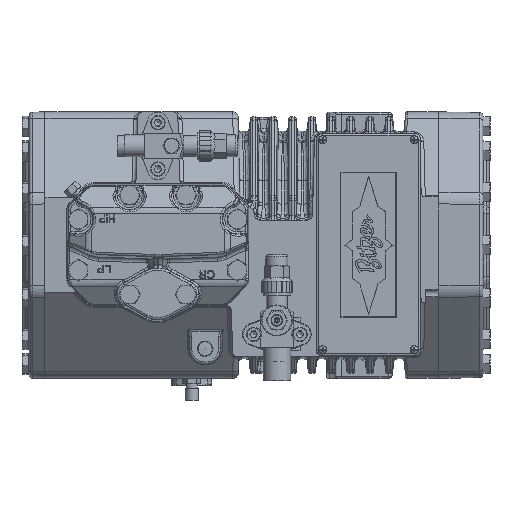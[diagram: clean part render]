
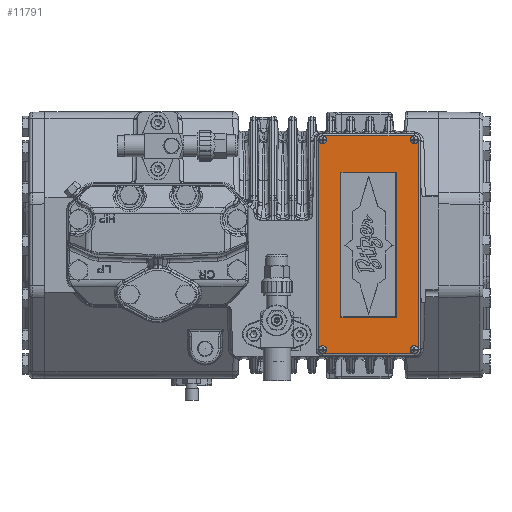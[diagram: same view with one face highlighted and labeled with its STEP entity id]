
A CAD part, top view. The second image highlights one B-rep face of the part: STEP entity #11791.
In plain terms, the highlighted planar face has unit normal (0, 0, 1).
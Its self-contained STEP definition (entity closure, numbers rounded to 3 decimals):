
#6502=ELLIPSE('',#82909,4.001,4.);
#6503=ELLIPSE('',#82911,4.001,4.);
#6504=ELLIPSE('',#82912,4.001,4.);
#6505=ELLIPSE('',#82914,4.001,4.);
#6506=ELLIPSE('',#82915,4.001,4.);
#6507=ELLIPSE('',#82917,4.001,4.);
#6508=ELLIPSE('',#82918,4.001,4.);
#6509=ELLIPSE('',#82920,4.001,4.);
#9280=FACE_BOUND('',#23061,.T.);
#9281=FACE_BOUND('',#23062,.T.);
#11791=ADVANCED_FACE('',(#9280,#9281),#15290,.T.);
#15290=PLANE('',#82921);
#23061=EDGE_LOOP('',(#37948,#37949,#37950,#37951,#37952,#37953,#37954,#37955));
#23062=EDGE_LOOP('',(#37956,#37957,#37958,#37959,#37960,#37961,#37962,#37963,
#37964,#37965,#37966,#37967,#37968,#37969,#37970,#37971));
#27844=CIRCLE('',#82905,0.2);
#27845=CIRCLE('',#82906,0.2);
#27846=CIRCLE('',#82907,0.2);
#27847=CIRCLE('',#82908,0.2);
#27848=CIRCLE('',#82910,3.7);
#27849=CIRCLE('',#82913,3.7);
#27850=CIRCLE('',#82916,3.7);
#27851=CIRCLE('',#82919,3.7);
#37948=ORIENTED_EDGE('',*,*,#63267,.T.);
#37949=ORIENTED_EDGE('',*,*,#63268,.T.);
#37950=ORIENTED_EDGE('',*,*,#63269,.T.);
#37951=ORIENTED_EDGE('',*,*,#63270,.T.);
#37952=ORIENTED_EDGE('',*,*,#63271,.T.);
#37953=ORIENTED_EDGE('',*,*,#63272,.T.);
#37954=ORIENTED_EDGE('',*,*,#63273,.T.);
#37955=ORIENTED_EDGE('',*,*,#63274,.T.);
#37956=ORIENTED_EDGE('',*,*,#63275,.T.);
#37957=ORIENTED_EDGE('',*,*,#63276,.F.);
#37958=ORIENTED_EDGE('',*,*,#63277,.T.);
#37959=ORIENTED_EDGE('',*,*,#63278,.T.);
#37960=ORIENTED_EDGE('',*,*,#63279,.T.);
#37961=ORIENTED_EDGE('',*,*,#63280,.F.);
#37962=ORIENTED_EDGE('',*,*,#63281,.T.);
#37963=ORIENTED_EDGE('',*,*,#63282,.T.);
#37964=ORIENTED_EDGE('',*,*,#63283,.T.);
#37965=ORIENTED_EDGE('',*,*,#63284,.F.);
#37966=ORIENTED_EDGE('',*,*,#63285,.T.);
#37967=ORIENTED_EDGE('',*,*,#63286,.T.);
#37968=ORIENTED_EDGE('',*,*,#63287,.T.);
#37969=ORIENTED_EDGE('',*,*,#63288,.F.);
#37970=ORIENTED_EDGE('',*,*,#63289,.T.);
#37971=ORIENTED_EDGE('',*,*,#63290,.T.);
#54679=VERTEX_POINT('',#129844);
#54680=VERTEX_POINT('',#129845);
#54681=VERTEX_POINT('',#129847);
#54682=VERTEX_POINT('',#129849);
#54683=VERTEX_POINT('',#129851);
#54684=VERTEX_POINT('',#129853);
#54685=VERTEX_POINT('',#129855);
#54686=VERTEX_POINT('',#129857);
#54687=VERTEX_POINT('',#129860);
#54688=VERTEX_POINT('',#129861);
#54689=VERTEX_POINT('',#129863);
#54690=VERTEX_POINT('',#129865);
#54691=VERTEX_POINT('',#129867);
#54692=VERTEX_POINT('',#129869);
#54693=VERTEX_POINT('',#129871);
#54694=VERTEX_POINT('',#129873);
#54695=VERTEX_POINT('',#129875);
#54696=VERTEX_POINT('',#129877);
#54697=VERTEX_POINT('',#129879);
#54698=VERTEX_POINT('',#129881);
#54699=VERTEX_POINT('',#129883);
#54700=VERTEX_POINT('',#129885);
#54701=VERTEX_POINT('',#129887);
#54702=VERTEX_POINT('',#129889);
#63267=EDGE_CURVE('',#54679,#54680,#71720,.T.);
#63268=EDGE_CURVE('',#54680,#54681,#27844,.T.);
#63269=EDGE_CURVE('',#54681,#54682,#71721,.T.);
#63270=EDGE_CURVE('',#54682,#54683,#27845,.T.);
#63271=EDGE_CURVE('',#54683,#54684,#71722,.T.);
#63272=EDGE_CURVE('',#54684,#54685,#27846,.T.);
#63273=EDGE_CURVE('',#54685,#54686,#71723,.T.);
#63274=EDGE_CURVE('',#54686,#54679,#27847,.T.);
#63275=EDGE_CURVE('',#54687,#54688,#6502,.T.);
#63276=EDGE_CURVE('',#54689,#54688,#27848,.T.);
#63277=EDGE_CURVE('',#54689,#54690,#6503,.T.);
#63278=EDGE_CURVE('',#54690,#54691,#71724,.T.);
#63279=EDGE_CURVE('',#54691,#54692,#6504,.T.);
#63280=EDGE_CURVE('',#54693,#54692,#27849,.T.);
#63281=EDGE_CURVE('',#54693,#54694,#6505,.T.);
#63282=EDGE_CURVE('',#54694,#54695,#71725,.T.);
#63283=EDGE_CURVE('',#54695,#54696,#6506,.T.);
#63284=EDGE_CURVE('',#54697,#54696,#27850,.T.);
#63285=EDGE_CURVE('',#54697,#54698,#6507,.T.);
#63286=EDGE_CURVE('',#54698,#54699,#71726,.T.);
#63287=EDGE_CURVE('',#54699,#54700,#6508,.T.);
#63288=EDGE_CURVE('',#54701,#54700,#27851,.T.);
#63289=EDGE_CURVE('',#54701,#54702,#6509,.T.);
#63290=EDGE_CURVE('',#54702,#54687,#71727,.T.);
#71720=LINE('',#129843,#76355);
#71721=LINE('',#129848,#76356);
#71722=LINE('',#129852,#76357);
#71723=LINE('',#129856,#76358);
#71724=LINE('',#129866,#76359);
#71725=LINE('',#129874,#76360);
#71726=LINE('',#129882,#76361);
#71727=LINE('',#129890,#76362);
#76355=VECTOR('',#95579,1.);
#76356=VECTOR('',#95582,1.);
#76357=VECTOR('',#95585,1.);
#76358=VECTOR('',#95588,1.);
#76359=VECTOR('',#95597,1.);
#76360=VECTOR('',#95604,1.);
#76361=VECTOR('',#95611,1.);
#76362=VECTOR('',#95618,1.);
#82905=AXIS2_PLACEMENT_3D('',#129846,#95580,#95581);
#82906=AXIS2_PLACEMENT_3D('',#129850,#95583,#95584);
#82907=AXIS2_PLACEMENT_3D('',#129854,#95586,#95587);
#82908=AXIS2_PLACEMENT_3D('',#129858,#95589,#95590);
#82909=AXIS2_PLACEMENT_3D('',#129859,#95591,#95592);
#82910=AXIS2_PLACEMENT_3D('',#129862,#95593,#95594);
#82911=AXIS2_PLACEMENT_3D('',#129864,#95595,#95596);
#82912=AXIS2_PLACEMENT_3D('',#129868,#95598,#95599);
#82913=AXIS2_PLACEMENT_3D('',#129870,#95600,#95601);
#82914=AXIS2_PLACEMENT_3D('',#129872,#95602,#95603);
#82915=AXIS2_PLACEMENT_3D('',#129876,#95605,#95606);
#82916=AXIS2_PLACEMENT_3D('',#129878,#95607,#95608);
#82917=AXIS2_PLACEMENT_3D('',#129880,#95609,#95610);
#82918=AXIS2_PLACEMENT_3D('',#129884,#95612,#95613);
#82919=AXIS2_PLACEMENT_3D('',#129886,#95614,#95615);
#82920=AXIS2_PLACEMENT_3D('',#129888,#95616,#95617);
#82921=AXIS2_PLACEMENT_3D('',#129891,#95619,#95620);
#95579=DIRECTION('',(-1.,0.,0.));
#95580=DIRECTION('',(0.,0.,-1.));
#95581=DIRECTION('',(0.,1.,0.));
#95582=DIRECTION('',(0.,1.,0.));
#95583=DIRECTION('',(0.,0.,-1.));
#95584=DIRECTION('',(0.,1.,0.));
#95585=DIRECTION('',(1.,0.,0.));
#95586=DIRECTION('',(0.,0.,-1.));
#95587=DIRECTION('',(0.,1.,0.));
#95588=DIRECTION('',(0.,-1.,0.));
#95589=DIRECTION('',(0.,0.,-1.));
#95590=DIRECTION('',(0.,1.,0.));
#95591=DIRECTION('',(0.,0.,1.));
#95592=DIRECTION('',(0.707,-0.707,0.));
#95593=DIRECTION('',(0.,0.,1.));
#95594=DIRECTION('',(0.,1.,0.));
#95595=DIRECTION('',(0.,0.,1.));
#95596=DIRECTION('',(0.707,-0.707,0.));
#95597=DIRECTION('',(0.,-1.,0.));
#95598=DIRECTION('',(0.,0.,1.));
#95599=DIRECTION('',(0.707,0.707,0.));
#95600=DIRECTION('',(0.,0.,1.));
#95601=DIRECTION('',(0.,1.,0.));
#95602=DIRECTION('',(0.,0.,1.));
#95603=DIRECTION('',(0.707,0.707,0.));
#95604=DIRECTION('',(1.,0.,0.));
#95605=DIRECTION('',(0.,0.,1.));
#95606=DIRECTION('',(-0.707,0.707,0.));
#95607=DIRECTION('',(0.,0.,1.));
#95608=DIRECTION('',(0.,1.,0.));
#95609=DIRECTION('',(0.,0.,1.));
#95610=DIRECTION('',(-0.707,0.707,0.));
#95611=DIRECTION('',(0.,1.,0.));
#95612=DIRECTION('',(0.,0.,1.));
#95613=DIRECTION('',(-0.707,-0.707,0.));
#95614=DIRECTION('',(0.,0.,1.));
#95615=DIRECTION('',(0.,1.,0.));
#95616=DIRECTION('',(0.,0.,1.));
#95617=DIRECTION('',(-0.707,-0.707,0.));
#95618=DIRECTION('',(-1.,0.,0.));
#95619=DIRECTION('',(0.,0.,1.));
#95620=DIRECTION('',(0.,1.,0.));
#129843=CARTESIAN_POINT('',(129.189,31.984,180.154));
#129844=CARTESIAN_POINT('',(178.989,31.984,180.154));
#129845=CARTESIAN_POINT('',(129.189,31.984,180.154));
#129846=CARTESIAN_POINT('',(129.189,32.184,180.154));
#129847=CARTESIAN_POINT('',(128.989,32.184,180.154));
#129848=CARTESIAN_POINT('',(128.989,162.984,180.154));
#129849=CARTESIAN_POINT('',(128.989,162.984,180.154));
#129850=CARTESIAN_POINT('',(129.189,162.984,180.154));
#129851=CARTESIAN_POINT('',(129.189,163.184,180.154));
#129852=CARTESIAN_POINT('',(178.989,163.184,180.154));
#129853=CARTESIAN_POINT('',(178.989,163.184,180.154));
#129854=CARTESIAN_POINT('',(178.989,162.984,180.154));
#129855=CARTESIAN_POINT('',(179.189,162.984,180.154));
#129856=CARTESIAN_POINT('',(179.189,32.184,180.154));
#129857=CARTESIAN_POINT('',(179.189,32.184,180.154));
#129858=CARTESIAN_POINT('',(178.989,32.184,180.154));
#129859=CARTESIAN_POINT('',(112.817,192.356,180.154));
#129860=CARTESIAN_POINT('',(112.816,196.357,180.154));
#129861=CARTESIAN_POINT('',(111.127,195.983,180.154));
#129862=CARTESIAN_POINT('',(112.589,192.584,180.154));
#129863=CARTESIAN_POINT('',(109.19,194.045,180.154));
#129864=CARTESIAN_POINT('',(112.817,192.356,180.154));
#129865=CARTESIAN_POINT('',(108.816,192.357,180.154));
#129866=CARTESIAN_POINT('',(108.816,97.584,180.154));
#129867=CARTESIAN_POINT('',(108.816,2.811,180.154));
#129868=CARTESIAN_POINT('',(112.817,2.812,180.154));
#129869=CARTESIAN_POINT('',(109.19,1.122,180.154));
#129870=CARTESIAN_POINT('',(112.589,2.584,180.154));
#129871=CARTESIAN_POINT('',(111.127,-0.815,180.154));
#129872=CARTESIAN_POINT('',(112.817,2.812,180.154));
#129873=CARTESIAN_POINT('',(112.816,-1.189,180.154));
#129874=CARTESIAN_POINT('',(154.089,-1.189,180.154));
#129875=CARTESIAN_POINT('',(195.362,-1.189,180.154));
#129876=CARTESIAN_POINT('',(195.361,2.812,180.154));
#129877=CARTESIAN_POINT('',(197.05,-0.815,180.154));
#129878=CARTESIAN_POINT('',(195.589,2.584,180.154));
#129879=CARTESIAN_POINT('',(198.988,1.122,180.154));
#129880=CARTESIAN_POINT('',(195.361,2.812,180.154));
#129881=CARTESIAN_POINT('',(199.362,2.811,180.154));
#129882=CARTESIAN_POINT('',(199.362,97.584,180.154));
#129883=CARTESIAN_POINT('',(199.362,192.357,180.154));
#129884=CARTESIAN_POINT('',(195.361,192.356,180.154));
#129885=CARTESIAN_POINT('',(198.988,194.045,180.154));
#129886=CARTESIAN_POINT('',(195.589,192.584,180.154));
#129887=CARTESIAN_POINT('',(197.05,195.983,180.154));
#129888=CARTESIAN_POINT('',(195.361,192.356,180.154));
#129889=CARTESIAN_POINT('',(195.362,196.357,180.154));
#129890=CARTESIAN_POINT('',(154.089,196.357,180.154));
#129891=CARTESIAN_POINT('',(154.089,97.584,180.154));
